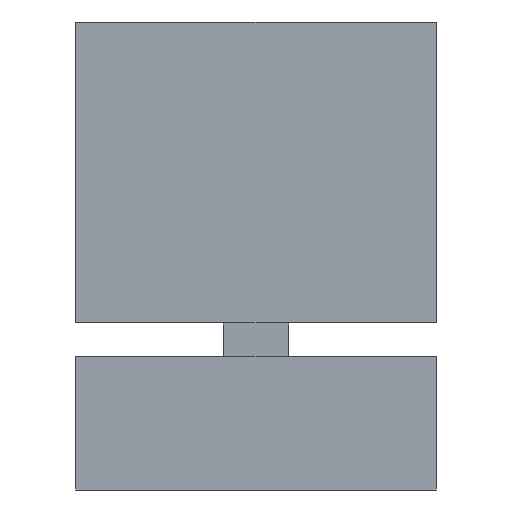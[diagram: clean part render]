
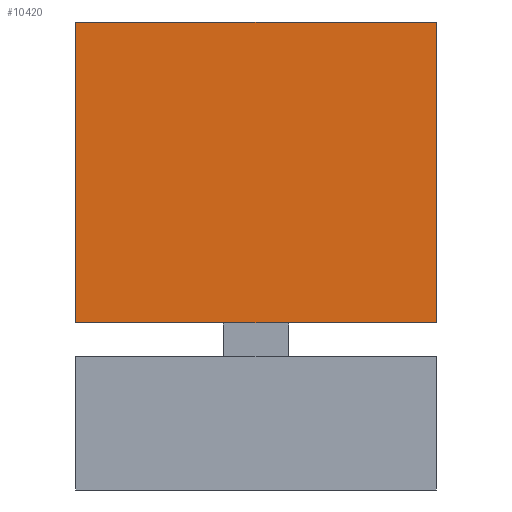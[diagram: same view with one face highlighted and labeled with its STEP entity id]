
A CAD part, left-side view. The second image highlights one B-rep face of the part: STEP entity #10420.
In plain terms, the highlighted planar face has unit normal (-1, 0, 0).
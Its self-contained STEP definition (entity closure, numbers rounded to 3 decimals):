
#600=FACE_OUTER_BOUND('',#1108,.T.);
#1108=EDGE_LOOP('',(#8575,#8576,#8577,#8578));
#1916=LINE('',#14995,#3032);
#2190=LINE('',#15684,#3306);
#2475=LINE('',#16563,#3591);
#2517=LINE('',#16642,#3633);
#3032=VECTOR('',#11864,10.);
#3306=VECTOR('',#12606,10.);
#3591=VECTOR('',#13375,10.);
#3633=VECTOR('',#13491,10.);
#4228=VERTEX_POINT('',#14992);
#4229=VERTEX_POINT('',#14994);
#4407=VERTEX_POINT('',#15677);
#4410=VERTEX_POINT('',#15682);
#5292=EDGE_CURVE('',#4228,#4229,#1916,.T.);
#5646=EDGE_CURVE('',#4410,#4407,#2190,.T.);
#6091=EDGE_CURVE('',#4407,#4228,#2475,.T.);
#6133=EDGE_CURVE('',#4410,#4229,#2517,.T.);
#8575=ORIENTED_EDGE('',*,*,#6133,.T.);
#8576=ORIENTED_EDGE('',*,*,#5292,.F.);
#8577=ORIENTED_EDGE('',*,*,#6091,.F.);
#8578=ORIENTED_EDGE('',*,*,#5646,.F.);
#10041=PLANE('',#11234);
#10420=ADVANCED_FACE('',(#600),#10041,.T.);
#11234=AXIS2_PLACEMENT_3D('',#16641,#13489,#13490);
#11864=DIRECTION('',(0.,-1.,0.));
#12606=DIRECTION('',(0.,1.,0.));
#13375=DIRECTION('',(0.,0.,1.));
#13489=DIRECTION('center_axis',(-1.,0.,0.));
#13490=DIRECTION('ref_axis',(0.,-1.,0.));
#13491=DIRECTION('',(0.,0.,1.));
#14992=CARTESIAN_POINT('',(-110.,110.,244.976));
#14994=CARTESIAN_POINT('',(-110.,-110.,244.976));
#14995=CARTESIAN_POINT('',(-110.,-110.,244.976));
#15677=CARTESIAN_POINT('',(-110.,110.,61.491));
#15682=CARTESIAN_POINT('',(-110.,-110.,61.491));
#15684=CARTESIAN_POINT('',(-110.,0.,61.491));
#16563=CARTESIAN_POINT('',(-110.,110.,142.154));
#16641=CARTESIAN_POINT('Origin',(-110.,0.,101.822));
#16642=CARTESIAN_POINT('',(-110.,-110.,101.822));
